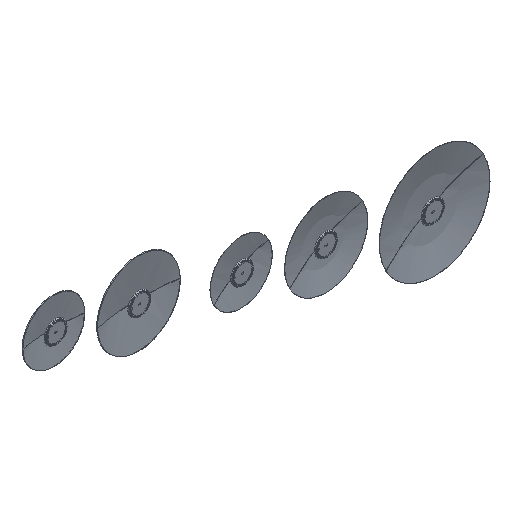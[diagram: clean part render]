
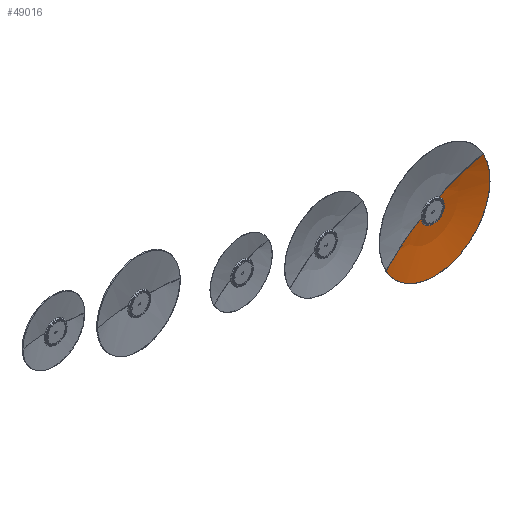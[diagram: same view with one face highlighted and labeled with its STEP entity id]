
A CAD part, isometric view. The second image highlights one B-rep face of the part: STEP entity #49016.
In plain terms, the highlighted spherical face has radius 1855.56 mm.
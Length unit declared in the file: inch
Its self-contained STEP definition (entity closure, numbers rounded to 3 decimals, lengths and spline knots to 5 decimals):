
#264 = CARTESIAN_POINT ( 'NONE',  ( 67.99444, -1.99745, -3.71408 ) ) ;
#862 = ORIENTED_EDGE ( 'NONE', *, *, #42209, .T. ) ;
#932 = CIRCLE ( 'NONE', #16072, 0.28543 ) ;
#2062 = CIRCLE ( 'NONE', #48465, 0.28543 ) ;
#2194 = ORIENTED_EDGE ( 'NONE', *, *, #9945, .T. ) ;
#3956 = VERTEX_POINT ( 'NONE', #43756 ) ;
#4832 = CARTESIAN_POINT ( 'NONE',  ( 53.73294, -0.22851, -11.53838 ) ) ;
#5780 = VERTEX_POINT ( 'NONE', #45254 ) ;
#6229 = DIRECTION ( 'NONE',  ( -0.877, 0., -0.481 ) ) ;
#6900 = AXIS2_PLACEMENT_3D ( 'NONE', #45823, #9716, #6229 ) ;
#8104 = CIRCLE ( 'NONE', #9828, 15.98141 ) ;
#9126 = DIRECTION ( 'NONE',  ( 0., -1., 0. ) ) ;
#9716 = DIRECTION ( 'NONE',  ( 0.481, 0., -0.877 ) ) ;
#9828 = AXIS2_PLACEMENT_3D ( 'NONE', #16222, #9126, #32324 ) ;
#9945 = EDGE_CURVE ( 'NONE', #40765, #25438, #23557, .T. ) ;
#11936 = CARTESIAN_POINT ( 'NONE',  ( 53.98318, -0.22851, -11.40109 ) ) ;
#15313 = CIRCLE ( 'NONE', #6900, 73.05355 ) ;
#15698 = AXIS2_PLACEMENT_3D ( 'NONE', #28146, #32083, #28659 ) ;
#15843 = EDGE_CURVE ( 'NONE', #3956, #39063, #15313, .T. ) ;
#15970 = SPHERICAL_SURFACE ( 'NONE', #15698, 73.05355 ) ;
#16072 = AXIS2_PLACEMENT_3D ( 'NONE', #11936, #43607, #28027 ) ;
#16222 = CARTESIAN_POINT ( 'NONE',  ( 53.98318, -1.99745, -11.40109 ) ) ;
#17935 = EDGE_CURVE ( 'NONE', #25438, #39063, #8104, .T. ) ;
#22489 = DIRECTION ( 'NONE',  ( 0.877, 0., 0.481 ) ) ;
#22726 = ORIENTED_EDGE ( 'NONE', *, *, #30934, .T. ) ;
#23557 = CIRCLE ( 'NONE', #46297, 73.05355 ) ;
#25400 = EDGE_LOOP ( 'NONE', ( #39077, #862, #22726, #2194, #47714 ) ) ;
#25438 = VERTEX_POINT ( 'NONE', #29662 ) ;
#27212 = CARTESIAN_POINT ( 'NONE',  ( 53.98318, -73.2815, -11.40109 ) ) ;
#28027 = DIRECTION ( 'NONE',  ( 0.481, 0., -0.877 ) ) ;
#28146 = CARTESIAN_POINT ( 'NONE',  ( 53.98318, -73.2815, -11.40109 ) ) ;
#28659 = DIRECTION ( 'NONE',  ( -0.877, 0., -0.481 ) ) ;
#29662 = CARTESIAN_POINT ( 'NONE',  ( 39.97192, -1.99745, -19.08809 ) ) ;
#30934 = EDGE_CURVE ( 'NONE', #5780, #40765, #2062, .T. ) ;
#31351 = CARTESIAN_POINT ( 'NONE',  ( 53.98318, -0.22851, -11.40109 ) ) ;
#32083 = DIRECTION ( 'NONE',  ( 0., 1., 0. ) ) ;
#32324 = DIRECTION ( 'NONE',  ( 0.877, 0., 0.481 ) ) ;
#35772 = FACE_OUTER_BOUND ( 'NONE', #25400, .T. ) ;
#37133 = DIRECTION ( 'NONE',  ( 0., 1., 0. ) ) ;
#39063 = VERTEX_POINT ( 'NONE', #264 ) ;
#39077 = ORIENTED_EDGE ( 'NONE', *, *, #15843, .F. ) ;
#40765 = VERTEX_POINT ( 'NONE', #4832 ) ;
#41097 = DIRECTION ( 'NONE',  ( 0.481, 0., -0.877 ) ) ;
#42209 = EDGE_CURVE ( 'NONE', #3956, #5780, #932, .T. ) ;
#43607 = DIRECTION ( 'NONE',  ( 0., 1., 0. ) ) ;
#43756 = CARTESIAN_POINT ( 'NONE',  ( 54.23343, -0.22851, -11.26379 ) ) ;
#45254 = CARTESIAN_POINT ( 'NONE',  ( 54.12047, -0.22851, -11.65133 ) ) ;
#45823 = CARTESIAN_POINT ( 'NONE',  ( 53.98318, -73.2815, -11.40109 ) ) ;
#46297 = AXIS2_PLACEMENT_3D ( 'NONE', #27212, #51587, #22489 ) ;
#47714 = ORIENTED_EDGE ( 'NONE', *, *, #17935, .T. ) ;
#48465 = AXIS2_PLACEMENT_3D ( 'NONE', #31351, #37133, #41097 ) ;
#49016 = ADVANCED_FACE ( 'NONE', ( #35772 ), #15970, .F. ) ;
#51587 = DIRECTION ( 'NONE',  ( -0.481, 0., 0.877 ) ) ;
